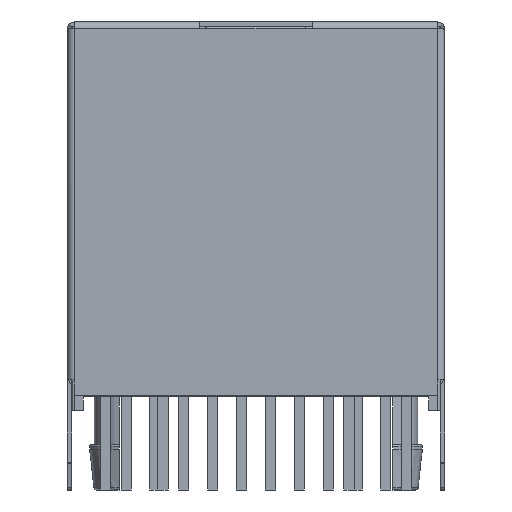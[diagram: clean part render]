
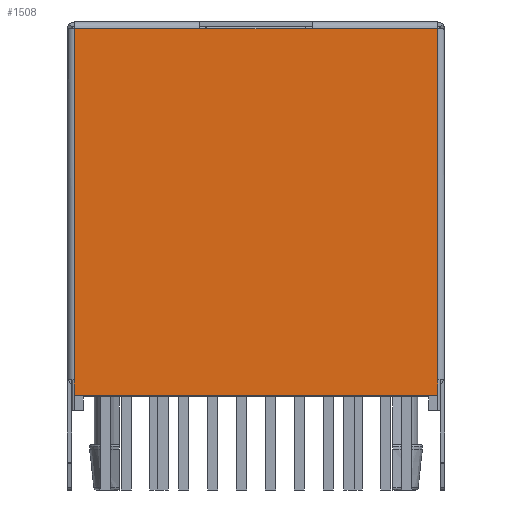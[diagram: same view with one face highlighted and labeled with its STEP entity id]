
A CAD part, front view. The second image highlights one B-rep face of the part: STEP entity #1508.
In plain terms, the highlighted planar face has unit normal (0, -1, 0).
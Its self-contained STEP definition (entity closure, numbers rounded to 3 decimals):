
#1508 = ADVANCED_FACE( '', ( #3238 ), #3239, .F. );
#3238 = FACE_OUTER_BOUND( '', #5237, .T. );
#3239 = PLANE( '', #5238 );
#5237 = EDGE_LOOP( '', ( #10040, #10041, #10042, #10043, #10044, #10045, #10046, #10047 ) );
#5238 = AXIS2_PLACEMENT_3D( '', #10048, #10049, #10050 );
#10040 = ORIENTED_EDGE( '', *, *, #13677, .T. );
#10041 = ORIENTED_EDGE( '', *, *, #13678, .T. );
#10042 = ORIENTED_EDGE( '', *, *, #13679, .F. );
#10043 = ORIENTED_EDGE( '', *, *, #11823, .F. );
#10044 = ORIENTED_EDGE( '', *, *, #11948, .F. );
#10045 = ORIENTED_EDGE( '', *, *, #13163, .T. );
#10046 = ORIENTED_EDGE( '', *, *, #12749, .F. );
#10047 = ORIENTED_EDGE( '', *, *, #13594, .T. );
#10048 = CARTESIAN_POINT( '', ( -8., -6.5, 0.65 ) );
#10049 = DIRECTION( '', ( 0., 1., 0. ) );
#10050 = DIRECTION( '', ( 0., 0., 1. ) );
#11823 = EDGE_CURVE( '', #14270, #14272, #14273, .T. );
#11948 = EDGE_CURVE( '', #14490, #14270, #14491, .T. );
#12749 = EDGE_CURVE( '', #15843, #15841, #15845, .T. );
#13163 = EDGE_CURVE( '', #14490, #15841, #16424, .T. );
#13594 = EDGE_CURVE( '', #15843, #16968, #16969, .T. );
#13677 = EDGE_CURVE( '', #16968, #17050, #17062, .T. );
#13678 = EDGE_CURVE( '', #17050, #17063, #17064, .T. );
#13679 = EDGE_CURVE( '', #14272, #17063, #17065, .T. );
#14270 = VERTEX_POINT( '', #17799 );
#14272 = VERTEX_POINT( '', #17802 );
#14273 = LINE( '', #17803, #17804 );
#14490 = VERTEX_POINT( '', #18110 );
#14491 = LINE( '', #18111, #18112 );
#15841 = VERTEX_POINT( '', #20067 );
#15843 = VERTEX_POINT( '', #20070 );
#15845 = LINE( '', #20073, #20074 );
#16424 = LINE( '', #20944, #20945 );
#16968 = VERTEX_POINT( '', #21836 );
#16969 = LINE( '', #21837, #21838 );
#17050 = VERTEX_POINT( '', #21949 );
#17062 = LINE( '', #21965, #21966 );
#17063 = VERTEX_POINT( '', #21967 );
#17064 = LINE( '', #21968, #21969 );
#17065 = LINE( '', #21970, #21971 );
#17799 = CARTESIAN_POINT( '', ( -2.475, -6.5, 16.8 ) );
#17802 = CARTESIAN_POINT( '', ( 2.475, -6.5, 16.8 ) );
#17803 = CARTESIAN_POINT( '', ( -2.475, -6.5, 16.8 ) );
#17804 = VECTOR( '', #22548, 1000. );
#18110 = CARTESIAN_POINT( '', ( -8., -6.5, 16.8 ) );
#18111 = CARTESIAN_POINT( '', ( -8., -6.5, 16.8 ) );
#18112 = VECTOR( '', #22686, 1000. );
#20067 = CARTESIAN_POINT( '', ( -8., -6.5, 1.35 ) );
#20070 = CARTESIAN_POINT( '', ( -8., -6.5, 0.65 ) );
#20073 = CARTESIAN_POINT( '', ( -8., -6.5, 0.65 ) );
#20074 = VECTOR( '', #23655, 1000. );
#20944 = CARTESIAN_POINT( '', ( -8., -6.5, 16.8 ) );
#20945 = VECTOR( '', #24092, 1000. );
#21836 = CARTESIAN_POINT( '', ( 8., -6.5, 0.65 ) );
#21837 = CARTESIAN_POINT( '', ( -8., -6.5, 0.65 ) );
#21838 = VECTOR( '', #24505, 1000. );
#21949 = CARTESIAN_POINT( '', ( 8., -6.5, 1.35 ) );
#21965 = CARTESIAN_POINT( '', ( 8., -6.5, 0.65 ) );
#21966 = VECTOR( '', #24570, 1000. );
#21967 = CARTESIAN_POINT( '', ( 8., -6.5, 16.8 ) );
#21968 = CARTESIAN_POINT( '', ( 8., -6.5, 1.35 ) );
#21969 = VECTOR( '', #24571, 1000. );
#21970 = CARTESIAN_POINT( '', ( -8., -6.5, 16.8 ) );
#21971 = VECTOR( '', #24572, 1000. );
#22548 = DIRECTION( '', ( 1., 0., 0. ) );
#22686 = DIRECTION( '', ( 1., 0., 0. ) );
#23655 = DIRECTION( '', ( 0., 0., 1. ) );
#24092 = DIRECTION( '', ( 0., 0., -1. ) );
#24505 = DIRECTION( '', ( 1., 0., 0. ) );
#24570 = DIRECTION( '', ( 0., 0., 1. ) );
#24571 = DIRECTION( '', ( 0., 0., 1. ) );
#24572 = DIRECTION( '', ( 1., 0., 0. ) );
